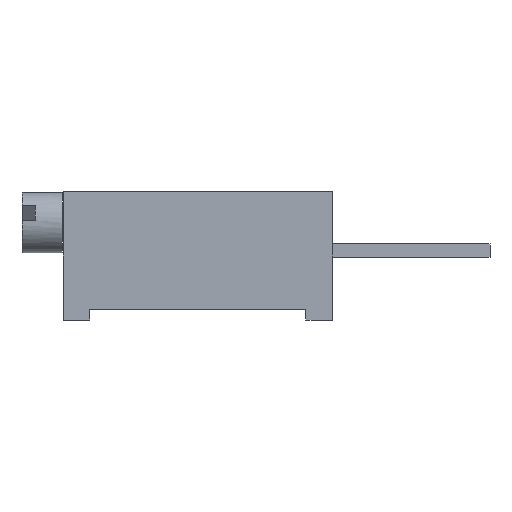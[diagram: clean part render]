
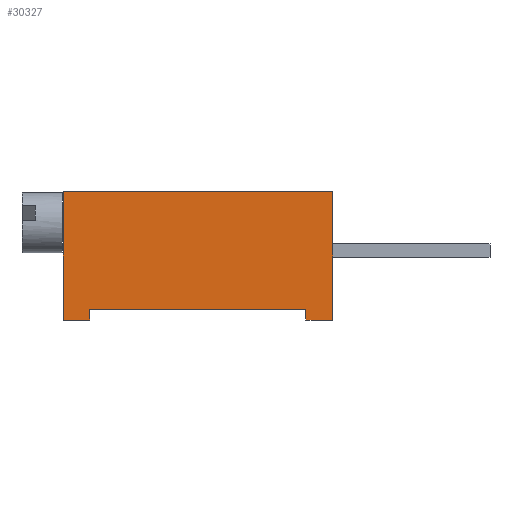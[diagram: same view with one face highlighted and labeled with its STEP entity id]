
A CAD part, left-side view. The second image highlights one B-rep face of the part: STEP entity #30327.
In plain terms, the highlighted planar face has unit normal (-1, 0, 0).
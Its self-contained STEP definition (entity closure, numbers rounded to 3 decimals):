
#248 = DIRECTION ( 'NONE',  ( 0., 0., -1. ) ) ;
#345 = VECTOR ( 'NONE', #24342, 1000. ) ;
#591 = CARTESIAN_POINT ( 'NONE',  ( -4.8, -0.5, -2.6 ) ) ;
#666 = LINE ( 'NONE', #12525, #9987 ) ;
#1672 = EDGE_CURVE ( 'NONE', #30813, #20789, #6003, .T. ) ;
#2637 = ORIENTED_EDGE ( 'NONE', *, *, #37407, .T. ) ;
#3143 = EDGE_CURVE ( 'NONE', #19634, #19517, #20141, .T. ) ;
#3280 = EDGE_CURVE ( 'NONE', #19634, #25454, #18216, .T. ) ;
#4022 = ORIENTED_EDGE ( 'NONE', *, *, #1672, .F. ) ;
#4272 = ORIENTED_EDGE ( 'NONE', *, *, #3280, .F. ) ;
#4628 = CARTESIAN_POINT ( 'NONE',  ( -4.8, 9.6, 2.2 ) ) ;
#4682 = CARTESIAN_POINT ( 'NONE',  ( -4.8, 0.5, -2.6 ) ) ;
#5559 = DIRECTION ( 'NONE',  ( 0., 0., 1. ) ) ;
#5831 = LINE ( 'NONE', #29252, #29167 ) ;
#6003 = LINE ( 'NONE', #17544, #25434 ) ;
#7054 = CARTESIAN_POINT ( 'NONE',  ( -4.8, -0.5, 2.2 ) ) ;
#7458 = AXIS2_PLACEMENT_3D ( 'NONE', #33111, #15600, #248 ) ;
#7512 = LINE ( 'NONE', #16349, #12312 ) ;
#9395 = DIRECTION ( 'NONE',  ( 0., 1., 0. ) ) ;
#9987 = VECTOR ( 'NONE', #24600, 1000. ) ;
#10808 = EDGE_CURVE ( 'NONE', #25454, #14657, #5831, .T. ) ;
#12312 = VECTOR ( 'NONE', #24204, 1000. ) ;
#12525 = CARTESIAN_POINT ( 'NONE',  ( -4.8, 8.6, -8.681 ) ) ;
#13656 = VERTEX_POINT ( 'NONE', #34216 ) ;
#14109 = CARTESIAN_POINT ( 'NONE',  ( -4.8, 8.6, -2.6 ) ) ;
#14435 = EDGE_LOOP ( 'NONE', ( #4022, #24058, #34869, #2637, #32888, #4272, #30104, #16774 ) ) ;
#14470 = CARTESIAN_POINT ( 'NONE',  ( -4.8, -0.5, -2.6 ) ) ;
#14657 = VERTEX_POINT ( 'NONE', #27174 ) ;
#14663 = DIRECTION ( 'NONE',  ( 0., 0., 1. ) ) ;
#15600 = DIRECTION ( 'NONE',  ( 1., 0., 0. ) ) ;
#16349 = CARTESIAN_POINT ( 'NONE',  ( -4.8, 9.6, -2.2 ) ) ;
#16640 = VERTEX_POINT ( 'NONE', #14109 ) ;
#16752 = CARTESIAN_POINT ( 'NONE',  ( -4.8, 9.6, 2.2 ) ) ;
#16774 = ORIENTED_EDGE ( 'NONE', *, *, #33234, .F. ) ;
#17544 = CARTESIAN_POINT ( 'NONE',  ( -4.8, 9.6, -2.2 ) ) ;
#17661 = EDGE_CURVE ( 'NONE', #16640, #13656, #666, .T. ) ;
#18216 = LINE ( 'NONE', #591, #34844 ) ;
#19517 = VERTEX_POINT ( 'NONE', #7054 ) ;
#19634 = VERTEX_POINT ( 'NONE', #14470 ) ;
#19810 = DIRECTION ( 'NONE',  ( 0., -1., 0. ) ) ;
#20141 = LINE ( 'NONE', #31876, #23750 ) ;
#20789 = VERTEX_POINT ( 'NONE', #4628 ) ;
#21529 = PLANE ( 'NONE',  #7458 ) ;
#21806 = EDGE_CURVE ( 'NONE', #16640, #30813, #24906, .T. ) ;
#23750 = VECTOR ( 'NONE', #5559, 1000. ) ;
#24058 = ORIENTED_EDGE ( 'NONE', *, *, #21806, .F. ) ;
#24162 = CARTESIAN_POINT ( 'NONE',  ( -4.8, 9.6, -2.6 ) ) ;
#24204 = DIRECTION ( 'NONE',  ( 0., -1., 0. ) ) ;
#24342 = DIRECTION ( 'NONE',  ( 0., 1., 0. ) ) ;
#24600 = DIRECTION ( 'NONE',  ( 0., 0., 1. ) ) ;
#24906 = LINE ( 'NONE', #24162, #345 ) ;
#25434 = VECTOR ( 'NONE', #26726, 1000. ) ;
#25454 = VERTEX_POINT ( 'NONE', #4682 ) ;
#26726 = DIRECTION ( 'NONE',  ( 0., 0., 1. ) ) ;
#27174 = CARTESIAN_POINT ( 'NONE',  ( -4.8, 0.5, -2.2 ) ) ;
#27270 = VECTOR ( 'NONE', #19810, 1000. ) ;
#29167 = VECTOR ( 'NONE', #14663, 1000. ) ;
#29252 = CARTESIAN_POINT ( 'NONE',  ( -4.8, 0.5, -8.681 ) ) ;
#29408 = FACE_OUTER_BOUND ( 'NONE', #14435, .T. ) ;
#30104 = ORIENTED_EDGE ( 'NONE', *, *, #3143, .T. ) ;
#30327 = ADVANCED_FACE ( 'NONE', ( #29408 ), #21529, .F. ) ;
#30813 = VERTEX_POINT ( 'NONE', #32221 ) ;
#31730 = LINE ( 'NONE', #16752, #27270 ) ;
#31876 = CARTESIAN_POINT ( 'NONE',  ( -4.8, -0.5, -3.143 ) ) ;
#32221 = CARTESIAN_POINT ( 'NONE',  ( -4.8, 9.6, -2.6 ) ) ;
#32888 = ORIENTED_EDGE ( 'NONE', *, *, #10808, .F. ) ;
#33111 = CARTESIAN_POINT ( 'NONE',  ( -4.8, 9.6, -2.2 ) ) ;
#33234 = EDGE_CURVE ( 'NONE', #20789, #19517, #31730, .T. ) ;
#34216 = CARTESIAN_POINT ( 'NONE',  ( -4.8, 8.6, -2.2 ) ) ;
#34844 = VECTOR ( 'NONE', #9395, 1000. ) ;
#34869 = ORIENTED_EDGE ( 'NONE', *, *, #17661, .T. ) ;
#37407 = EDGE_CURVE ( 'NONE', #13656, #14657, #7512, .T. ) ;
